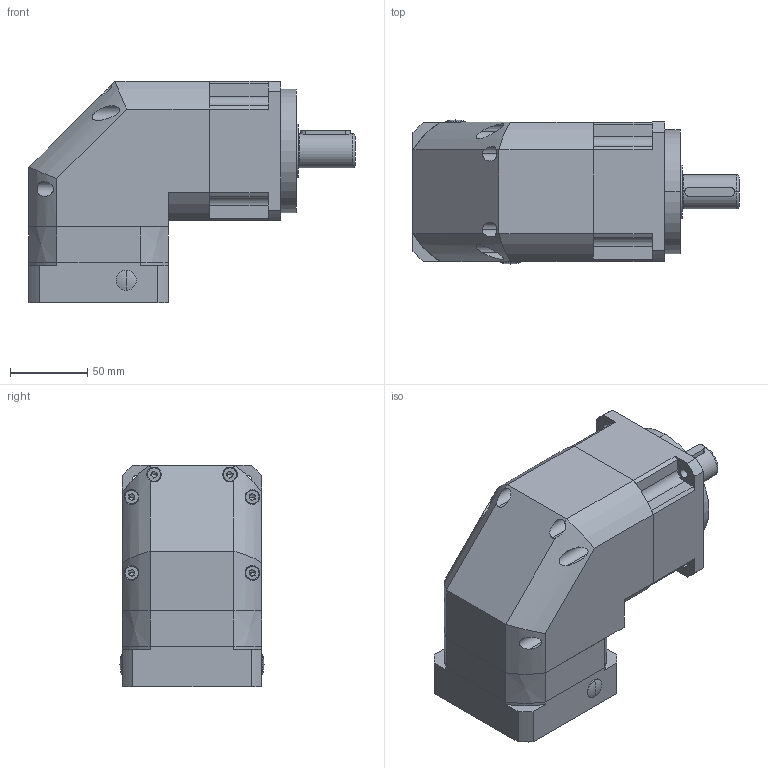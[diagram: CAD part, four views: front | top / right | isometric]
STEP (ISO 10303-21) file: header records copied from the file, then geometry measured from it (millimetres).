
FILE_DESCRIPTION (( 'STEP AP203' ), '1' );
FILE_NAME ('PHFZ090单段外观(入力19-70-90-M6).STEP', '2018-05-16T02:13:05', ( 'Sky123.Org' ), ( 'Sky123.Org' ), 'SwSTEP 2.0', 'SolidWorks 2012', '' );
FILE_SCHEMA (( 'CONFIG_CONTROL_DESIGN' ));
Length unit declared in the file: millimetre
Products named in the file (1): PHFZ090单段外观(入力19-70-90-M6)
Bounding box: 210.5 x 93 x 143 mm (x, y, z)
Volume: 1438075.3 mm3; surface area: 188358.4 mm2
Topology: 22 solids, 23 shells, 734 faces, 1790 edges, 1089 vertices
Faces by surface type: plane 305, cylinder 223, cone 140, torus 38, bspline 28
Entity records: 22796 total; most frequent: CARTESIAN_POINT 5526, DIRECTION 3733, ORIENTED_EDGE 3476, EDGE_CURVE 1738, AXIS2_PLACEMENT_3D 1438, VERTEX_POINT 1089, LINE 857, VECTOR 857
